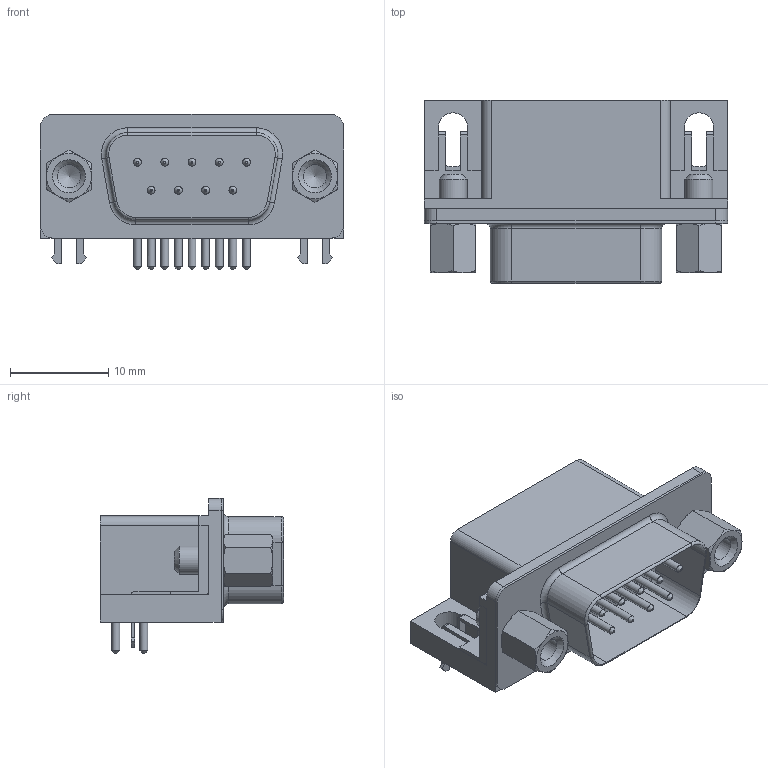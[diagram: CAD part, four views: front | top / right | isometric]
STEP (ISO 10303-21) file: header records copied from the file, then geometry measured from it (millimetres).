
FILE_DESCRIPTION(('FreeCAD Model'),'2;1');
FILE_NAME('Open CASCADE Shape Model','2022-11-12T13:13:33',(''),(''), 'Open CASCADE STEP processor 7.6','FreeCAD','Unknown');
FILE_SCHEMA(('CONFIG_CONTROL_DESIGN','SHAPE_APPEARANCE_LAYER_MIM'));
Length unit declared in the file: millimetre
Products named in the file (11): DB9_Male_Right_Angle_Connector; Body; Body001; Body002 (Mirror #1); Body003 (Mirror #2); Array; Body004; Array001; Body005; Body002; Body003
Assembly tree (17 placements, depth 3):
  DB9_Male_Right_Angle_Connector
    Body
    Body001
    Body002 (Mirror #1)
    Body003 (Mirror #2)
    Array
      Body004  x4
    Array001
      Body005  x5
    Body002
    Body003
Bounding box: 30.81 x 18.6 x 15.75 mm (x, y, z)
Volume: 3342.3 mm3; surface area: 4206.7 mm2
Topology: 15 solids, 15 shells, 257 faces, 589 edges, 362 vertices
Faces by surface type: plane 130, cylinder 62, cone 44, torus 17, bspline 4
Full cylindrical faces by diameter (mm): 0.8 x18, 2.35 x4, 2.845 x2, 3 x4
Entity records: 6673 total; most frequent: DIRECTION 1137, CARTESIAN_POINT 1102, ORIENTED_EDGE 1020, EDGE_CURVE 510, AXIS2_PLACEMENT_3D 405, LINE 327, VECTOR 327, VERTEX_POINT 320
